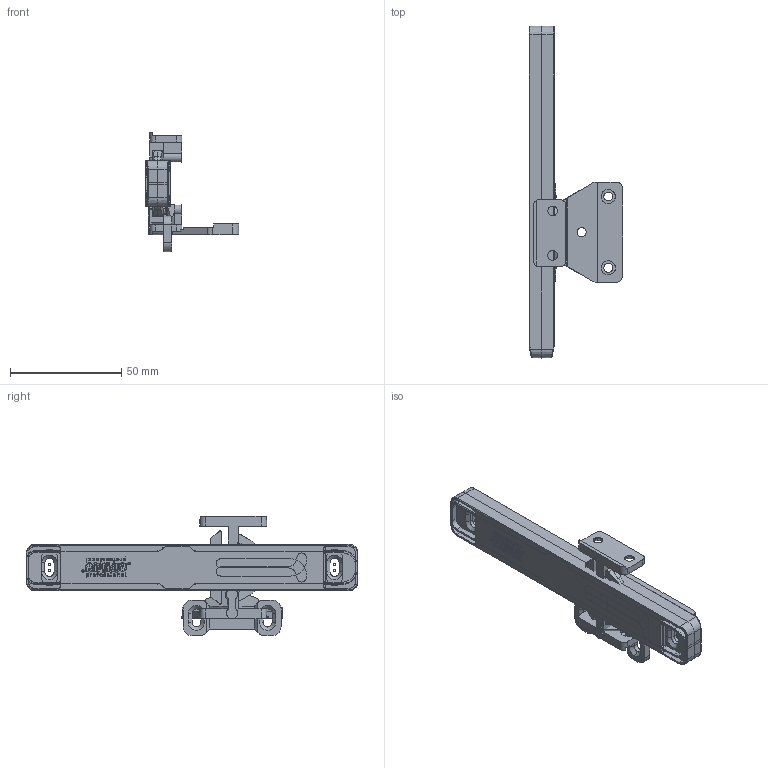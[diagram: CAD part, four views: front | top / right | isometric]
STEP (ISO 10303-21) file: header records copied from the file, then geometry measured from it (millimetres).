
FILE_DESCRIPTION (( 'STEP AP214' ), '1' );
FILE_NAME ('AirticBoxSlim.STEP', '2019-02-28T09:17:50', ( 'Konstruktor_1' ), ( 'Microsoft' ), 'SwSTEP 2.0', 'SolidWorks 2018', '' );
FILE_SCHEMA (( 'AUTOMOTIVE_DESIGN' ));
Length unit declared in the file: millimetre
Products named in the file (5): Zaczep_boczny__A; Zaczep_metabox__A; AirticBoxSlim; Zaczep_gorny-dolny__A; AirticBoxSlim__A
Assembly tree (6 placements, depth 2):
  AirticBoxSlim
    AirticBoxSlim__A  x2
    Zaczep_boczny__A
    Zaczep_metabox__A
    Zaczep_gorny-dolny__A  x2
Bounding box: 42.04 x 149 x 53.58 mm (x, y, z)
Volume: 8709.7 mm3; surface area: 29026.1 mm2
Topology: 3 solids, 12 shells, 2022 faces, 5306 edges, 3436 vertices
Faces by surface type: bspline 834, plane 789, cylinder 234, cone 161, torus 4
Entity records: 39406 total; most frequent: CARTESIAN_POINT 15558, ORIENTED_EDGE 5728, DIRECTION 3392, EDGE_CURVE 2872, VERTEX_POINT 1857, LINE 1486, VECTOR 1486, EDGE_LOOP 1189
